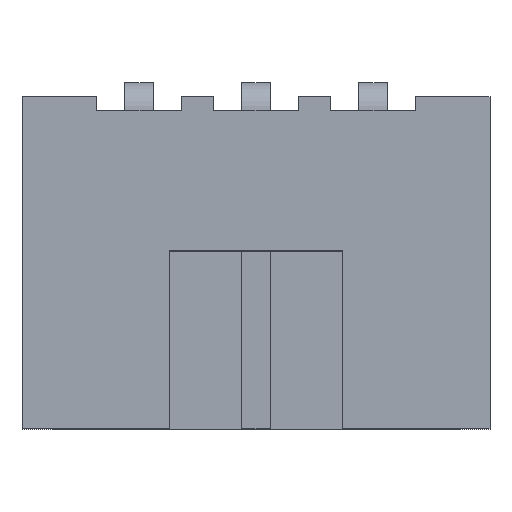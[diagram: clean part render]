
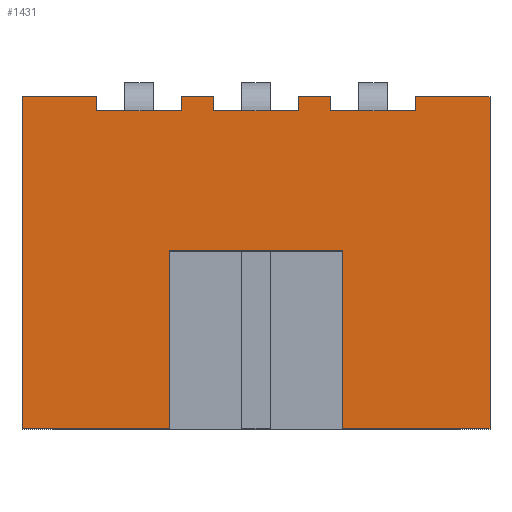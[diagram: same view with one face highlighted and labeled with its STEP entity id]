
A CAD part, top view. The second image highlights one B-rep face of the part: STEP entity #1431.
In plain terms, the highlighted planar face has unit normal (0, 0, 1).
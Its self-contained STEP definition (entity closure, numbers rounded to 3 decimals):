
#66=FACE_OUTER_BOUND('',#146,.T.);
#146=EDGE_LOOP('',(#1093,#1094,#1095,#1096,#1097,#1098,#1099,#1100,#1101,
#1102,#1103,#1104,#1105,#1106,#1107,#1108,#1109,#1110,#1111,#1112));
#262=LINE('',#2125,#445);
#268=LINE('',#2138,#451);
#274=LINE('',#2151,#457);
#278=LINE('',#2159,#461);
#282=LINE('',#2166,#465);
#284=LINE('',#2171,#467);
#288=LINE('',#2178,#471);
#290=LINE('',#2183,#473);
#294=LINE('',#2190,#477);
#295=LINE('',#2193,#478);
#296=LINE('',#2195,#479);
#297=LINE('',#2197,#480);
#298=LINE('',#2199,#481);
#299=LINE('',#2201,#482);
#300=LINE('',#2203,#483);
#301=LINE('',#2205,#484);
#302=LINE('',#2207,#485);
#303=LINE('',#2208,#486);
#304=LINE('',#2209,#487);
#305=LINE('',#2210,#488);
#445=VECTOR('',#1742,10.);
#451=VECTOR('',#1754,10.);
#457=VECTOR('',#1766,10.);
#461=VECTOR('',#1772,10.);
#465=VECTOR('',#1778,10.);
#467=VECTOR('',#1782,10.);
#471=VECTOR('',#1788,10.);
#473=VECTOR('',#1792,10.);
#477=VECTOR('',#1798,10.);
#478=VECTOR('',#1801,10.);
#479=VECTOR('',#1802,10.);
#480=VECTOR('',#1803,10.);
#481=VECTOR('',#1804,10.);
#482=VECTOR('',#1805,10.);
#483=VECTOR('',#1806,10.);
#484=VECTOR('',#1807,10.);
#485=VECTOR('',#1808,10.);
#486=VECTOR('',#1809,10.);
#487=VECTOR('',#1810,10.);
#488=VECTOR('',#1811,10.);
#620=VERTEX_POINT('',#2122);
#621=VERTEX_POINT('',#2124);
#624=VERTEX_POINT('',#2135);
#625=VERTEX_POINT('',#2137);
#628=VERTEX_POINT('',#2148);
#629=VERTEX_POINT('',#2150);
#631=VERTEX_POINT('',#2156);
#634=VERTEX_POINT('',#2163);
#635=VERTEX_POINT('',#2168);
#638=VERTEX_POINT('',#2175);
#639=VERTEX_POINT('',#2180);
#642=VERTEX_POINT('',#2187);
#643=VERTEX_POINT('',#2192);
#644=VERTEX_POINT('',#2194);
#645=VERTEX_POINT('',#2196);
#646=VERTEX_POINT('',#2198);
#647=VERTEX_POINT('',#2200);
#648=VERTEX_POINT('',#2202);
#649=VERTEX_POINT('',#2204);
#650=VERTEX_POINT('',#2206);
#778=EDGE_CURVE('',#621,#620,#262,.T.);
#784=EDGE_CURVE('',#625,#624,#268,.T.);
#790=EDGE_CURVE('',#629,#628,#274,.T.);
#794=EDGE_CURVE('',#628,#631,#278,.T.);
#798=EDGE_CURVE('',#634,#629,#282,.T.);
#800=EDGE_CURVE('',#624,#635,#284,.T.);
#804=EDGE_CURVE('',#638,#625,#288,.T.);
#806=EDGE_CURVE('',#620,#639,#290,.T.);
#810=EDGE_CURVE('',#642,#621,#294,.T.);
#811=EDGE_CURVE('',#643,#631,#295,.T.);
#812=EDGE_CURVE('',#644,#643,#296,.T.);
#813=EDGE_CURVE('',#645,#644,#297,.T.);
#814=EDGE_CURVE('',#645,#646,#298,.T.);
#815=EDGE_CURVE('',#646,#647,#299,.T.);
#816=EDGE_CURVE('',#647,#648,#300,.T.);
#817=EDGE_CURVE('',#649,#648,#301,.T.);
#818=EDGE_CURVE('',#649,#650,#302,.T.);
#819=EDGE_CURVE('',#642,#650,#303,.T.);
#820=EDGE_CURVE('',#638,#639,#304,.T.);
#821=EDGE_CURVE('',#634,#635,#305,.T.);
#1093=ORIENTED_EDGE('',*,*,#798,.T.);
#1094=ORIENTED_EDGE('',*,*,#790,.T.);
#1095=ORIENTED_EDGE('',*,*,#794,.T.);
#1096=ORIENTED_EDGE('',*,*,#811,.F.);
#1097=ORIENTED_EDGE('',*,*,#812,.F.);
#1098=ORIENTED_EDGE('',*,*,#813,.F.);
#1099=ORIENTED_EDGE('',*,*,#814,.T.);
#1100=ORIENTED_EDGE('',*,*,#815,.T.);
#1101=ORIENTED_EDGE('',*,*,#816,.T.);
#1102=ORIENTED_EDGE('',*,*,#817,.F.);
#1103=ORIENTED_EDGE('',*,*,#818,.T.);
#1104=ORIENTED_EDGE('',*,*,#819,.F.);
#1105=ORIENTED_EDGE('',*,*,#810,.T.);
#1106=ORIENTED_EDGE('',*,*,#778,.T.);
#1107=ORIENTED_EDGE('',*,*,#806,.T.);
#1108=ORIENTED_EDGE('',*,*,#820,.F.);
#1109=ORIENTED_EDGE('',*,*,#804,.T.);
#1110=ORIENTED_EDGE('',*,*,#784,.T.);
#1111=ORIENTED_EDGE('',*,*,#800,.T.);
#1112=ORIENTED_EDGE('',*,*,#821,.F.);
#1351=PLANE('',#1546);
#1431=ADVANCED_FACE('',(#66),#1351,.T.);
#1546=AXIS2_PLACEMENT_3D('',#2191,#1799,#1800);
#1742=DIRECTION('',(-1.,0.,0.));
#1754=DIRECTION('',(-1.,0.,0.));
#1766=DIRECTION('',(-1.,0.,0.));
#1772=DIRECTION('',(0.,1.,0.));
#1778=DIRECTION('',(0.,-1.,0.));
#1782=DIRECTION('',(0.,1.,0.));
#1788=DIRECTION('',(0.,-1.,0.));
#1792=DIRECTION('',(0.,1.,0.));
#1798=DIRECTION('',(0.,-1.,0.));
#1799=DIRECTION('center_axis',(0.,0.,1.));
#1800=DIRECTION('ref_axis',(1.,0.,0.));
#1801=DIRECTION('',(1.,0.,0.));
#1802=DIRECTION('',(0.,1.,0.));
#1803=DIRECTION('',(-1.,0.,0.));
#1804=DIRECTION('',(0.,1.,0.));
#1805=DIRECTION('',(1.,0.,0.));
#1806=DIRECTION('',(0.,-1.,0.));
#1807=DIRECTION('',(-1.,0.,0.));
#1808=DIRECTION('',(0.,1.,0.));
#1809=DIRECTION('',(1.,0.,0.));
#1810=DIRECTION('',(1.,0.,0.));
#1811=DIRECTION('',(1.,0.,0.));
#2122=CARTESIAN_POINT('',(1.6,6.8,2.9));
#2124=CARTESIAN_POINT('',(3.4,6.8,2.9));
#2125=CARTESIAN_POINT('',(-0.8,6.8,2.9));
#2135=CARTESIAN_POINT('',(-0.9,6.8,2.9));
#2137=CARTESIAN_POINT('',(0.9,6.8,2.9));
#2138=CARTESIAN_POINT('',(-2.05,6.8,2.9));
#2148=CARTESIAN_POINT('',(-3.4,6.8,2.9));
#2150=CARTESIAN_POINT('',(-1.6,6.8,2.9));
#2151=CARTESIAN_POINT('',(-3.3,6.8,2.9));
#2156=CARTESIAN_POINT('',(-3.4,7.1,2.9));
#2159=CARTESIAN_POINT('',(-3.4,3.4,2.9));
#2163=CARTESIAN_POINT('',(-1.6,7.1,2.9));
#2166=CARTESIAN_POINT('',(-1.6,3.7,2.9));
#2168=CARTESIAN_POINT('',(-0.9,7.1,2.9));
#2171=CARTESIAN_POINT('',(-0.9,3.4,2.9));
#2175=CARTESIAN_POINT('',(0.9,7.1,2.9));
#2178=CARTESIAN_POINT('',(0.9,3.7,2.9));
#2180=CARTESIAN_POINT('',(1.6,7.1,2.9));
#2183=CARTESIAN_POINT('',(1.6,3.4,2.9));
#2187=CARTESIAN_POINT('',(3.4,7.1,2.9));
#2190=CARTESIAN_POINT('',(3.4,3.7,2.9));
#2191=CARTESIAN_POINT('Origin',(-5.,0.,2.9));
#2192=CARTESIAN_POINT('',(-5.,7.1,2.9));
#2193=CARTESIAN_POINT('',(5.,7.1,2.9));
#2194=CARTESIAN_POINT('',(-5.,0.,2.9));
#2195=CARTESIAN_POINT('',(-5.,0.,2.9));
#2196=CARTESIAN_POINT('',(-1.85,0.,2.9));
#2197=CARTESIAN_POINT('',(5.,0.,2.9));
#2198=CARTESIAN_POINT('',(-1.85,3.8,2.9));
#2199=CARTESIAN_POINT('',(-1.85,0.,2.9));
#2200=CARTESIAN_POINT('',(1.85,3.8,2.9));
#2201=CARTESIAN_POINT('',(-2.5,3.8,2.9));
#2202=CARTESIAN_POINT('',(1.85,0.,2.9));
#2203=CARTESIAN_POINT('',(1.85,0.,2.9));
#2204=CARTESIAN_POINT('',(5.,0.,2.9));
#2205=CARTESIAN_POINT('',(5.,0.,2.9));
#2206=CARTESIAN_POINT('',(5.,7.1,2.9));
#2207=CARTESIAN_POINT('',(5.,0.,2.9));
#2208=CARTESIAN_POINT('',(5.,7.1,2.9));
#2209=CARTESIAN_POINT('',(5.,7.1,2.9));
#2210=CARTESIAN_POINT('',(5.,7.1,2.9));
